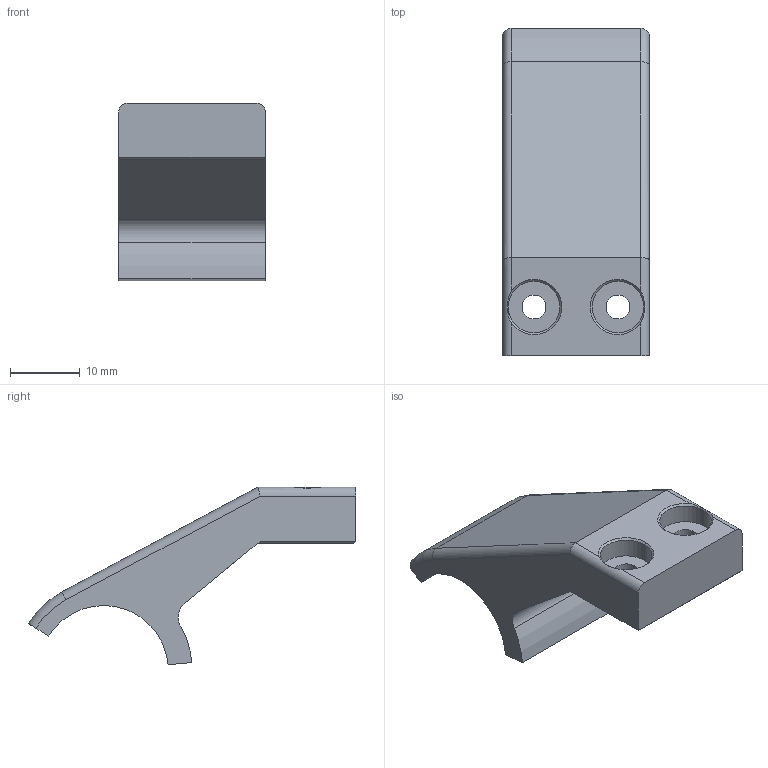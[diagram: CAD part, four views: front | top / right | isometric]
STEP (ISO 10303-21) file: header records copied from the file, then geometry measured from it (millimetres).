
FILE_DESCRIPTION (( 'STEP AP203' ), '1' );
FILE_NAME ('catchers_grippers.STEP', '2025-12-13T02:18:55', ( '' ), ( '' ), 'SwSTEP 2.0', 'SolidWorks 2025', '' );
FILE_SCHEMA (( 'CONFIG_CONTROL_DESIGN' ));
Length unit declared in the file: inch
Products named in the file (1): catchers_grippers
Bounding box: 21 x 46.85 x 25.38 mm (x, y, z)
Volume: 7733.9 mm3; surface area: 3579.4 mm2
Topology: 1 solids, 1 shells, 37 faces, 95 edges, 60 vertices
Faces by surface type: cylinder 17, plane 14, cone 4, torus 2
Entity records: 1234 total; most frequent: CARTESIAN_POINT 227, DIRECTION 203, ORIENTED_EDGE 190, EDGE_CURVE 95, AXIS2_PLACEMENT_3D 76, VERTEX_POINT 60, LINE 51, VECTOR 51
